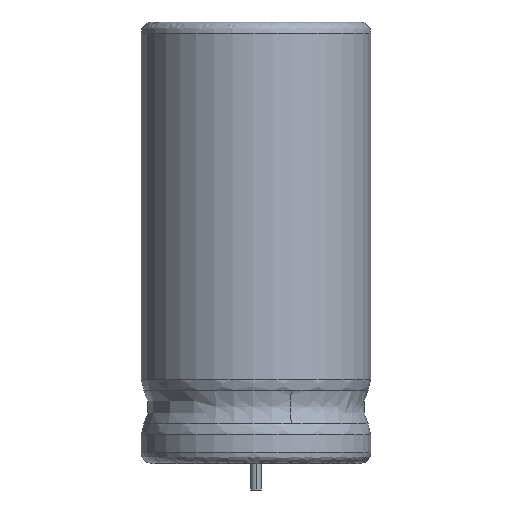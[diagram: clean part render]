
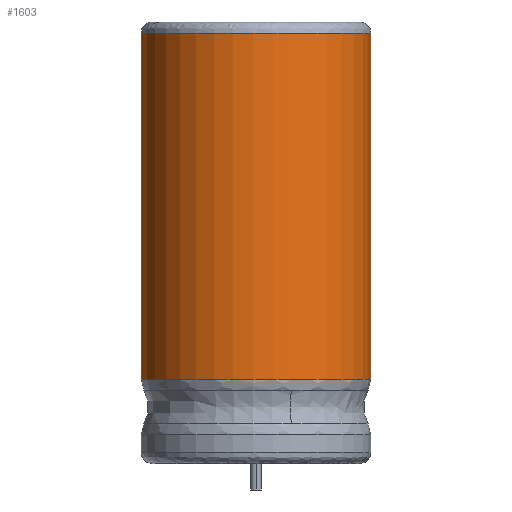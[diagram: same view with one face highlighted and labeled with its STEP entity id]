
A CAD part, left-side view. The second image highlights one B-rep face of the part: STEP entity #1603.
In plain terms, the highlighted cylindrical face has radius 6.5 mm (diameter 13 mm), a partial arc.
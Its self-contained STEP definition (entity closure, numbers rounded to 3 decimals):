
#86 = CARTESIAN_POINT ( 'NONE',  ( 0., 0., -12.717 ) ) ;
#106 = AXIS2_PLACEMENT_3D ( 'NONE', #1348, #733, #1059 ) ;
#139 = VERTEX_POINT ( 'NONE', #640 ) ;
#397 = DIRECTION ( 'NONE',  ( 1., 0., 0. ) ) ;
#408 = CARTESIAN_POINT ( 'NONE',  ( 0., 0., 6.896 ) ) ;
#562 = VECTOR ( 'NONE', #2867, 1000. ) ;
#586 = FACE_OUTER_BOUND ( 'NONE', #913, .T. ) ;
#589 = VERTEX_POINT ( 'NONE', #2112 ) ;
#640 = CARTESIAN_POINT ( 'NONE',  ( 6.108, 2.223, -12.717 ) ) ;
#683 = CARTESIAN_POINT ( 'NONE',  ( 6.108, -2.223, -2.779 ) ) ;
#719 = DIRECTION ( 'NONE',  ( 1., 0., 0. ) ) ;
#733 = DIRECTION ( 'NONE',  ( 0., 0., 1. ) ) ;
#797 = ORIENTED_EDGE ( 'NONE', *, *, #2015, .T. ) ;
#913 = EDGE_LOOP ( 'NONE', ( #2742, #3837, #797, #1302 ) ) ;
#1059 = DIRECTION ( 'NONE',  ( 1., 0., 0. ) ) ;
#1265 = EDGE_CURVE ( 'NONE', #3203, #589, #3378, .T. ) ;
#1302 = ORIENTED_EDGE ( 'NONE', *, *, #1961, .T. ) ;
#1348 = CARTESIAN_POINT ( 'NONE',  ( 0., 0., -2.779 ) ) ;
#1380 = LINE ( 'NONE', #2246, #562 ) ;
#1459 = VERTEX_POINT ( 'NONE', #3202 ) ;
#1603 = ADVANCED_FACE ( 'NONE', ( #586 ), #2573, .T. ) ;
#1799 = AXIS2_PLACEMENT_3D ( 'NONE', #408, #2561, #719 ) ;
#1961 = EDGE_CURVE ( 'NONE', #1459, #3203, #2170, .T. ) ;
#2015 = EDGE_CURVE ( 'NONE', #139, #1459, #3776, .T. ) ;
#2054 = AXIS2_PLACEMENT_3D ( 'NONE', #86, #2227, #397 ) ;
#2112 = CARTESIAN_POINT ( 'NONE',  ( 6.108, 2.223, 6.896 ) ) ;
#2170 = LINE ( 'NONE', #683, #2981 ) ;
#2227 = DIRECTION ( 'NONE',  ( 0., 0., 1. ) ) ;
#2246 = CARTESIAN_POINT ( 'NONE',  ( 6.108, 2.223, -2.779 ) ) ;
#2523 = DIRECTION ( 'NONE',  ( 0., 0., 1. ) ) ;
#2561 = DIRECTION ( 'NONE',  ( 0., 0., -1. ) ) ;
#2573 = CYLINDRICAL_SURFACE ( 'NONE', #106, 6.5 ) ;
#2742 = ORIENTED_EDGE ( 'NONE', *, *, #1265, .T. ) ;
#2867 = DIRECTION ( 'NONE',  ( 0., 0., -1. ) ) ;
#2981 = VECTOR ( 'NONE', #2523, 1000. ) ;
#3202 = CARTESIAN_POINT ( 'NONE',  ( 6.108, -2.223, -12.717 ) ) ;
#3203 = VERTEX_POINT ( 'NONE', #3734 ) ;
#3278 = EDGE_CURVE ( 'NONE', #589, #139, #1380, .T. ) ;
#3378 = CIRCLE ( 'NONE', #1799, 6.5 ) ;
#3734 = CARTESIAN_POINT ( 'NONE',  ( 6.108, -2.223, 6.896 ) ) ;
#3776 = CIRCLE ( 'NONE', #2054, 6.5 ) ;
#3837 = ORIENTED_EDGE ( 'NONE', *, *, #3278, .T. ) ;
